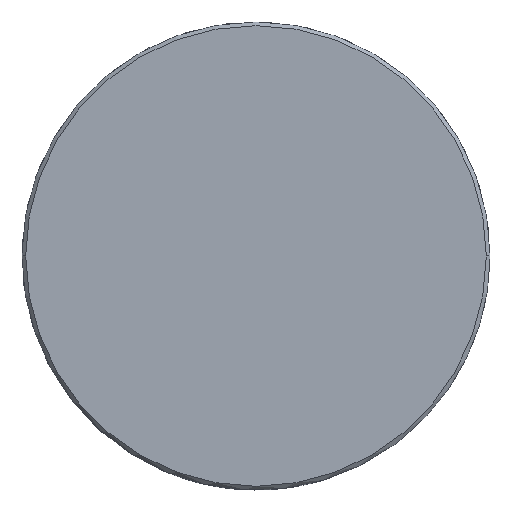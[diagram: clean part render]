
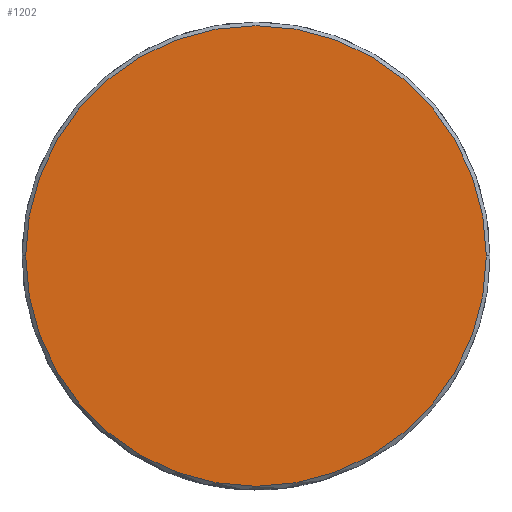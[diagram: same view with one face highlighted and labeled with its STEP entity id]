
A CAD part, top view. The second image highlights one B-rep face of the part: STEP entity #1202.
In plain terms, the highlighted planar face has unit normal (0, 0, 1).
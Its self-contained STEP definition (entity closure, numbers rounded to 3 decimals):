
#1202 = ADVANCED_FACE ( 'NONE', ( #6819 ), #1264, .T. ) ;
#1209 = DIRECTION ( 'NONE',  ( 1., 0., 0. ) ) ;
#1215 = DIRECTION ( 'NONE',  ( 0., 0., 1. ) ) ;
#1264 = PLANE ( 'NONE',  #1904 ) ;
#1410 = CIRCLE ( 'NONE', #3470, 12.5 ) ;
#1508 = CARTESIAN_POINT ( 'NONE',  ( 1.533, 0.84, -0.579 ) ) ;
#1746 = ORIENTED_EDGE ( 'NONE', *, *, #6271, .T. ) ;
#1826 = ORIENTED_EDGE ( 'NONE', *, *, #5723, .T. ) ;
#1904 = AXIS2_PLACEMENT_3D ( 'NONE', #1508, #1215, #1209 ) ;
#2171 = DIRECTION ( 'NONE',  ( 0., 0., 1. ) ) ;
#2722 = DIRECTION ( 'NONE',  ( 0., 0., 1. ) ) ;
#2808 = EDGE_LOOP ( 'NONE', ( #1746, #1826 ) ) ;
#3470 = AXIS2_PLACEMENT_3D ( 'NONE', #5837, #2722, #6344 ) ;
#3559 = CARTESIAN_POINT ( 'NONE',  ( -10.967, 0.84, -0.579 ) ) ;
#4463 = VERTEX_POINT ( 'NONE', #5795 ) ;
#5011 = AXIS2_PLACEMENT_3D ( 'NONE', #5287, #2171, #5803 ) ;
#5129 = VERTEX_POINT ( 'NONE', #3559 ) ;
#5287 = CARTESIAN_POINT ( 'NONE',  ( 1.533, 0.84, -0.579 ) ) ;
#5723 = EDGE_CURVE ( 'NONE', #4463, #5129, #6412, .T. ) ;
#5795 = CARTESIAN_POINT ( 'NONE',  ( 14.033, 0.84, -0.579 ) ) ;
#5803 = DIRECTION ( 'NONE',  ( 1., 0., 0. ) ) ;
#5837 = CARTESIAN_POINT ( 'NONE',  ( 1.533, 0.84, -0.579 ) ) ;
#6271 = EDGE_CURVE ( 'NONE', #5129, #4463, #1410, .T. ) ;
#6344 = DIRECTION ( 'NONE',  ( 1., 0., 0. ) ) ;
#6412 = CIRCLE ( 'NONE', #5011, 12.5 ) ;
#6819 = FACE_OUTER_BOUND ( 'NONE', #2808, .T. ) ;
